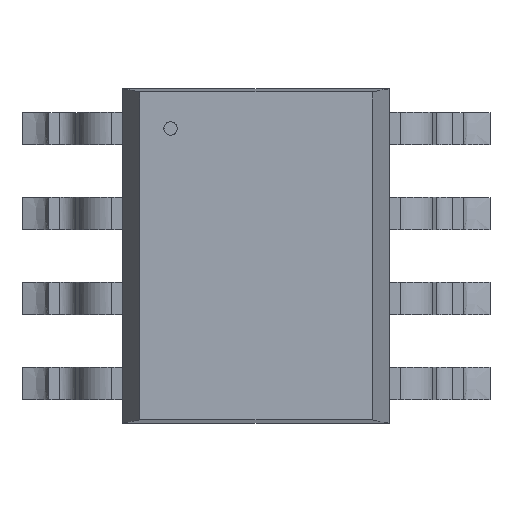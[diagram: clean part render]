
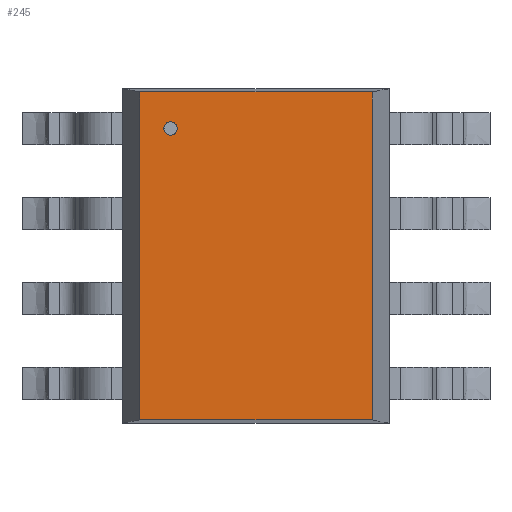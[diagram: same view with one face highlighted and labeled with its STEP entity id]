
A CAD part, top view. The second image highlights one B-rep face of the part: STEP entity #245.
In plain terms, the highlighted planar face has unit normal (0, 0, 1).
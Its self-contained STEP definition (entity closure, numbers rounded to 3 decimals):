
#245=ADVANCED_FACE('',(#1762),#1764,.T.);
#1762=FACE_BOUND('',#1763,.T.);
#1763=EDGE_LOOP('',(#2920,#2921,#2922,#2923));
#1764=PLANE('',#1765);
#1765=AXIS2_PLACEMENT_3D('',#1766,#1767,#1768);
#1766=CARTESIAN_POINT('',(-1.74,-2.451,1.753));
#1767=DIRECTION('',(0.,0.,1.));
#1768=DIRECTION('',(0.,1.,0.));
#2920=ORIENTED_EDGE('',*,*,#3730,.F.);
#2921=ORIENTED_EDGE('',*,*,#3731,.F.);
#2922=ORIENTED_EDGE('',*,*,#3732,.F.);
#2923=ORIENTED_EDGE('',*,*,#3733,.F.);
#3730=EDGE_CURVE('',#4122,#4123,#4124,.T.);
#3731=EDGE_CURVE('',#4125,#4122,#4126,.T.);
#3732=EDGE_CURVE('',#4127,#4125,#4128,.T.);
#3733=EDGE_CURVE('',#4123,#4127,#4129,.T.);
#4122=VERTEX_POINT('',#4984);
#4123=VERTEX_POINT('',#4985);
#4124=LINE('',#4986,#4987);
#4125=VERTEX_POINT('',#4989);
#4126=LINE('',#4990,#4991);
#4127=VERTEX_POINT('',#4993);
#4128=LINE('',#4994,#4995);
#4129=LINE('',#4997,#4998);
#4984=CARTESIAN_POINT('',(1.74,-2.451,1.753));
#4985=CARTESIAN_POINT('',(-1.74,-2.451,1.753));
#4986=CARTESIAN_POINT('',(1.74,-2.451,1.753));
#4987=VECTOR('',#4988,1.);
#4988=DIRECTION('',(-1.,0.,0.));
#4989=CARTESIAN_POINT('',(1.74,2.451,1.753));
#4990=CARTESIAN_POINT('',(1.74,2.451,1.753));
#4991=VECTOR('',#4992,1.);
#4992=DIRECTION('',(0.,-1.,0.));
#4993=CARTESIAN_POINT('',(-1.74,2.451,1.753));
#4994=CARTESIAN_POINT('',(-1.74,2.451,1.753));
#4995=VECTOR('',#4996,1.);
#4996=DIRECTION('',(1.,0.,0.));
#4997=CARTESIAN_POINT('',(-1.74,-2.451,1.753));
#4998=VECTOR('',#4999,1.);
#4999=DIRECTION('',(0.,1.,0.));
